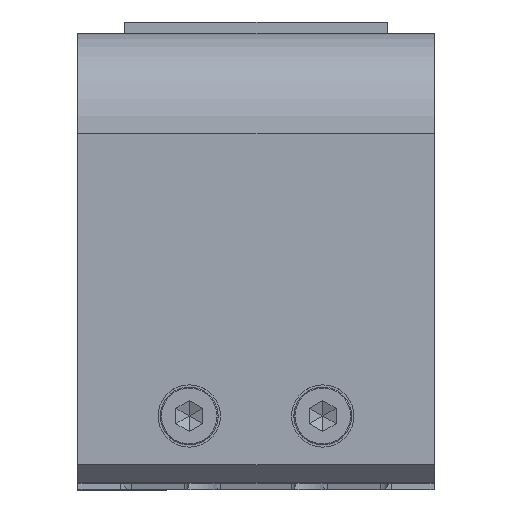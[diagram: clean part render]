
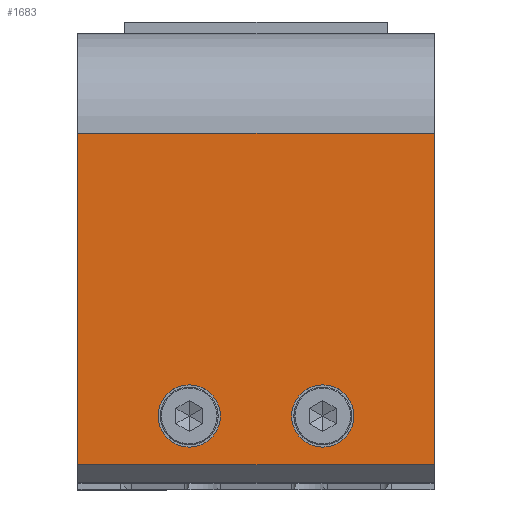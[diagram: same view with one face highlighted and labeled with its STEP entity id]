
A CAD part, top view. The second image highlights one B-rep face of the part: STEP entity #1683.
In plain terms, the highlighted planar face has unit normal (0, 0, 1).
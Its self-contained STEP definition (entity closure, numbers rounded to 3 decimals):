
#1667 = AXIS2_PLACEMENT_3D ( 'NONE', #18940, #17470, #63582 ) ;
#1683 = ADVANCED_FACE ( 'NONE', ( #75872, #134080, #109882 ), #122740, .F. ) ;
#4298 = CIRCLE ( 'NONE', #127346, 7. ) ;
#4410 = CIRCLE ( 'NONE', #11608, 7. ) ;
#8969 = CARTESIAN_POINT ( 'NONE',  ( 105.798, 163.238, 570.351 ) ) ;
#9456 = EDGE_CURVE ( 'NONE', #139666, #92350, #105355, .T. ) ;
#11608 = AXIS2_PLACEMENT_3D ( 'NONE', #137678, #93819, #80236 ) ;
#16390 = DIRECTION ( 'NONE',  ( 1., 0., 0. ) ) ;
#16996 = VERTEX_POINT ( 'NONE', #51852 ) ;
#17470 = DIRECTION ( 'NONE',  ( 0., 0., 1. ) ) ;
#18940 = CARTESIAN_POINT ( 'NONE',  ( 130.798, 174.238, 570.351 ) ) ;
#21718 = EDGE_CURVE ( 'NONE', #72238, #94860, #139890, .T. ) ;
#22920 = CARTESIAN_POINT ( 'NONE',  ( 185.798, 159.238, 570.351 ) ) ;
#25022 = CARTESIAN_POINT ( 'NONE',  ( 185.798, 159.238, 570.351 ) ) ;
#29983 = DIRECTION ( 'NONE',  ( 0., 0., 1. ) ) ;
#30528 = CARTESIAN_POINT ( 'NONE',  ( 153.798, 174.238, 570.351 ) ) ;
#31039 = ORIENTED_EDGE ( 'NONE', *, *, #117599, .T. ) ;
#34496 = VECTOR ( 'NONE', #137565, 1000. ) ;
#35577 = CARTESIAN_POINT ( 'NONE',  ( 137.798, 174.238, 570.351 ) ) ;
#36069 = CIRCLE ( 'NONE', #115642, 7. ) ;
#36413 = DIRECTION ( 'NONE',  ( 0., -1., 0. ) ) ;
#38065 = CARTESIAN_POINT ( 'NONE',  ( 123.798, 174.238, 570.351 ) ) ;
#41625 = VERTEX_POINT ( 'NONE', #30528 ) ;
#42569 = EDGE_CURVE ( 'NONE', #83153, #41625, #36069, .T. ) ;
#44179 = DIRECTION ( 'NONE',  ( -1., 0., 0. ) ) ;
#45329 = ORIENTED_EDGE ( 'NONE', *, *, #66235, .F. ) ;
#48700 = DIRECTION ( 'NONE',  ( 0., 0., 1. ) ) ;
#49222 = EDGE_CURVE ( 'NONE', #16996, #121391, #135730, .T. ) ;
#49224 = AXIS2_PLACEMENT_3D ( 'NONE', #22920, #69048, #44179 ) ;
#50416 = LINE ( 'NONE', #96554, #69909 ) ;
#51852 = CARTESIAN_POINT ( 'NONE',  ( 105.798, 237.738, 570.351 ) ) ;
#56368 = CARTESIAN_POINT ( 'NONE',  ( 105.798, 159.238, 570.351 ) ) ;
#58951 = ORIENTED_EDGE ( 'NONE', *, *, #9456, .F. ) ;
#62580 = CARTESIAN_POINT ( 'NONE',  ( 185.798, 163.238, 570.351 ) ) ;
#63540 = ORIENTED_EDGE ( 'NONE', *, *, #49222, .T. ) ;
#63544 = ORIENTED_EDGE ( 'NONE', *, *, #21718, .F. ) ;
#63582 = DIRECTION ( 'NONE',  ( 1., 0., 0. ) ) ;
#65467 = DIRECTION ( 'NONE',  ( 1., 0., 0. ) ) ;
#65532 = VECTOR ( 'NONE', #36413, 1000. ) ;
#66235 = EDGE_CURVE ( 'NONE', #41625, #83153, #4410, .T. ) ;
#69048 = DIRECTION ( 'NONE',  ( 0., 0., -1. ) ) ;
#69181 = EDGE_CURVE ( 'NONE', #72238, #16996, #101281, .T. ) ;
#69909 = VECTOR ( 'NONE', #16390, 1000. ) ;
#71352 = DIRECTION ( 'NONE',  ( 1., 0., 0. ) ) ;
#71476 = ORIENTED_EDGE ( 'NONE', *, *, #42569, .F. ) ;
#72238 = VERTEX_POINT ( 'NONE', #122022 ) ;
#75872 = FACE_BOUND ( 'NONE', #138253, .T. ) ;
#80236 = DIRECTION ( 'NONE',  ( 1., 0., 0. ) ) ;
#83153 = VERTEX_POINT ( 'NONE', #106405 ) ;
#86389 = ORIENTED_EDGE ( 'NONE', *, *, #69181, .T. ) ;
#90412 = DIRECTION ( 'NONE',  ( 0., -1., 0. ) ) ;
#92350 = VERTEX_POINT ( 'NONE', #35577 ) ;
#93819 = DIRECTION ( 'NONE',  ( 0., 0., 1. ) ) ;
#94860 = VERTEX_POINT ( 'NONE', #62580 ) ;
#96554 = CARTESIAN_POINT ( 'NONE',  ( 185.798, 163.238, 570.351 ) ) ;
#101281 = LINE ( 'NONE', #124695, #34496 ) ;
#105355 = CIRCLE ( 'NONE', #1667, 7. ) ;
#106405 = CARTESIAN_POINT ( 'NONE',  ( 167.798, 174.238, 570.351 ) ) ;
#107371 = ORIENTED_EDGE ( 'NONE', *, *, #132549, .F. ) ;
#109882 = FACE_OUTER_BOUND ( 'NONE', #110859, .T. ) ;
#110859 = EDGE_LOOP ( 'NONE', ( #63540, #31039, #63544, #86389 ) ) ;
#115642 = AXIS2_PLACEMENT_3D ( 'NONE', #132718, #29983, #65467 ) ;
#117599 = EDGE_CURVE ( 'NONE', #121391, #94860, #50416, .T. ) ;
#121391 = VERTEX_POINT ( 'NONE', #8969 ) ;
#122022 = CARTESIAN_POINT ( 'NONE',  ( 185.798, 237.738, 570.351 ) ) ;
#122740 = PLANE ( 'NONE',  #49224 ) ;
#124695 = CARTESIAN_POINT ( 'NONE',  ( 185.798, 237.738, 570.351 ) ) ;
#127346 = AXIS2_PLACEMENT_3D ( 'NONE', #131030, #48700, #71352 ) ;
#131030 = CARTESIAN_POINT ( 'NONE',  ( 130.798, 174.238, 570.351 ) ) ;
#132549 = EDGE_CURVE ( 'NONE', #92350, #139666, #4298, .T. ) ;
#132718 = CARTESIAN_POINT ( 'NONE',  ( 160.798, 174.238, 570.351 ) ) ;
#134080 = FACE_BOUND ( 'NONE', #135721, .T. ) ;
#135721 = EDGE_LOOP ( 'NONE', ( #71476, #45329 ) ) ;
#135730 = LINE ( 'NONE', #56368, #140592 ) ;
#137565 = DIRECTION ( 'NONE',  ( -1., 0., 0. ) ) ;
#137678 = CARTESIAN_POINT ( 'NONE',  ( 160.798, 174.238, 570.351 ) ) ;
#138253 = EDGE_LOOP ( 'NONE', ( #107371, #58951 ) ) ;
#139666 = VERTEX_POINT ( 'NONE', #38065 ) ;
#139890 = LINE ( 'NONE', #25022, #65532 ) ;
#140592 = VECTOR ( 'NONE', #90412, 1000. ) ;
